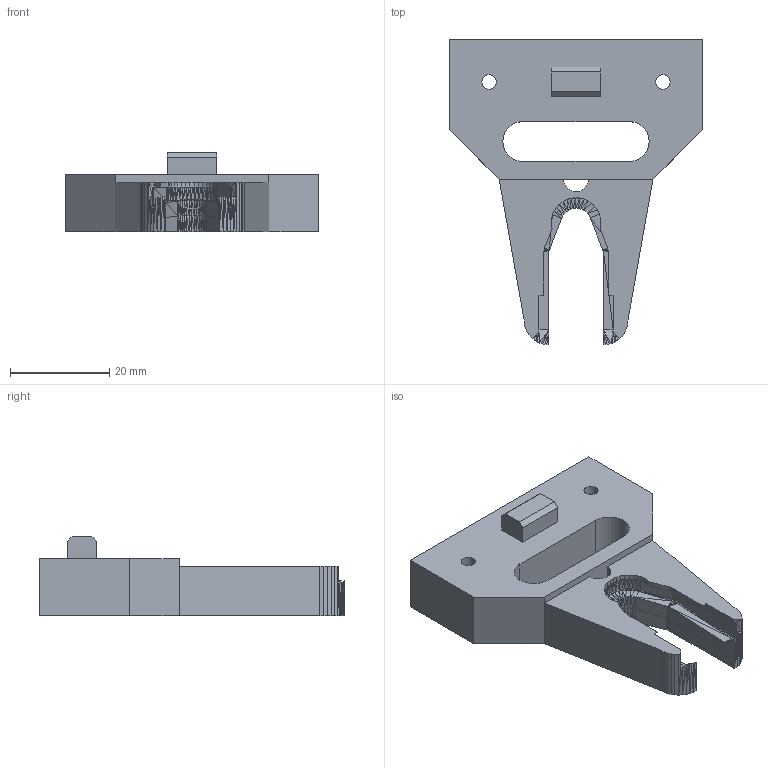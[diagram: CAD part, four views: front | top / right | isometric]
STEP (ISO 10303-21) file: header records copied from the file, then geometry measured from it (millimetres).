
FILE_DESCRIPTION(('FreeCAD Model'),'2;1');
FILE_NAME('Open CASCADE Shape Model','2025-10-14T21:30:17',(''),(''), 'Open CASCADE STEP processor 7.8','FreeCAD','Unknown');
FILE_SCHEMA(('AUTOMOTIVE_DESIGN { 1 0 10303 214 1 1 1 1 }'));
Length unit declared in the file: millimetre
Products named in the file (3): Assembly; Body; 停靠_001 (Solid)001
Assembly tree (2 placements, depth 2):
  Assembly
    Body
    停靠_001 (Solid)001
Bounding box: 51 x 61.54 x 16 mm (x, y, z)
Volume: 17024.4 mm3; surface area: 8484.9 mm2
Topology: 2 solids, 2 shells, 665 faces, 1285 edges, 629 vertices
Faces by surface type: plane 659, cylinder 6
Full cylindrical faces by diameter (mm): 2.9 x2, 6.5 x2
Entity records: 15685 total; most frequent: DIRECTION 2633, CARTESIAN_POINT 2582, ORIENTED_EDGE 2570, EDGE_CURVE 1285, LINE 1273, VECTOR 1273, AXIS2_PLACEMENT_3D 680, FACE_BOUND 676
